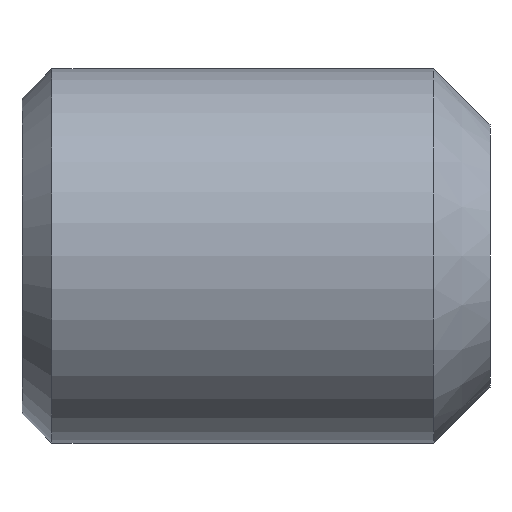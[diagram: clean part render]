
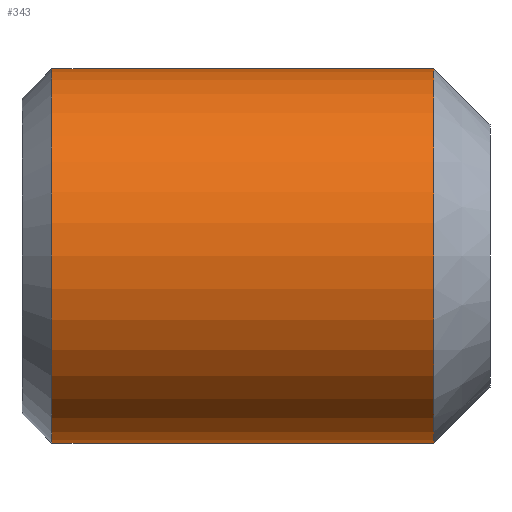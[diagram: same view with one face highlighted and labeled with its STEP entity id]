
A CAD part, front view. The second image highlights one B-rep face of the part: STEP entity #343.
In plain terms, the highlighted cylindrical face has radius 5 mm (diameter 10 mm), a partial arc.
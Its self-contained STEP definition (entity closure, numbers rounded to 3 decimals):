
#24 = VERTEX_POINT ( 'NONE', #555 ) ;
#57 = VECTOR ( 'NONE', #290, 1000. ) ;
#72 = EDGE_CURVE ( 'NONE', #98, #361, #339, .T. ) ;
#77 = ORIENTED_EDGE ( 'NONE', *, *, #72, .F. ) ;
#80 = AXIS2_PLACEMENT_3D ( 'NONE', #176, #355, #348 ) ;
#98 = VERTEX_POINT ( 'NONE', #389 ) ;
#176 = CARTESIAN_POINT ( 'NONE',  ( 0.8, 0., 0. ) ) ;
#213 = DIRECTION ( 'NONE',  ( -1., 0., 0. ) ) ;
#214 = DIRECTION ( 'NONE',  ( 0., 0., 1. ) ) ;
#225 = LINE ( 'NONE', #277, #57 ) ;
#229 = CIRCLE ( 'NONE', #539, 5. ) ;
#262 = LINE ( 'NONE', #485, #382 ) ;
#277 = CARTESIAN_POINT ( 'NONE',  ( -12.7, 0., 5. ) ) ;
#285 = ORIENTED_EDGE ( 'NONE', *, *, #346, .T. ) ;
#288 = EDGE_CURVE ( 'NONE', #546, #98, #262, .T. ) ;
#290 = DIRECTION ( 'NONE',  ( -1., 0., 0. ) ) ;
#302 = CARTESIAN_POINT ( 'NONE',  ( 11., 0., 0. ) ) ;
#319 = ORIENTED_EDGE ( 'NONE', *, *, #288, .F. ) ;
#339 = CIRCLE ( 'NONE', #80, 5. ) ;
#340 = DIRECTION ( 'NONE',  ( 0., 0., 1. ) ) ;
#343 = ADVANCED_FACE ( 'NONE', ( #538 ), #557, .T. ) ;
#346 = EDGE_CURVE ( 'NONE', #546, #24, #229, .T. ) ;
#348 = DIRECTION ( 'NONE',  ( 0., 0., 1. ) ) ;
#355 = DIRECTION ( 'NONE',  ( -1., 0., 0. ) ) ;
#361 = VERTEX_POINT ( 'NONE', #473 ) ;
#378 = EDGE_LOOP ( 'NONE', ( #319, #285, #544, #77 ) ) ;
#382 = VECTOR ( 'NONE', #492, 1000. ) ;
#389 = CARTESIAN_POINT ( 'NONE',  ( 0.8, 0., -5. ) ) ;
#407 = AXIS2_PLACEMENT_3D ( 'NONE', #431, #213, #214 ) ;
#421 = DIRECTION ( 'NONE',  ( -1., 0., 0. ) ) ;
#431 = CARTESIAN_POINT ( 'NONE',  ( -12.7, 0., 0. ) ) ;
#437 = CARTESIAN_POINT ( 'NONE',  ( 11., 0., -5. ) ) ;
#473 = CARTESIAN_POINT ( 'NONE',  ( 0.8, 0., 5. ) ) ;
#485 = CARTESIAN_POINT ( 'NONE',  ( -12.7, 0., -5. ) ) ;
#492 = DIRECTION ( 'NONE',  ( -1., 0., 0. ) ) ;
#532 = EDGE_CURVE ( 'NONE', #24, #361, #225, .T. ) ;
#538 = FACE_OUTER_BOUND ( 'NONE', #378, .T. ) ;
#539 = AXIS2_PLACEMENT_3D ( 'NONE', #302, #421, #340 ) ;
#544 = ORIENTED_EDGE ( 'NONE', *, *, #532, .T. ) ;
#546 = VERTEX_POINT ( 'NONE', #437 ) ;
#555 = CARTESIAN_POINT ( 'NONE',  ( 11., 0., 5. ) ) ;
#557 = CYLINDRICAL_SURFACE ( 'NONE', #407, 5. ) ;
